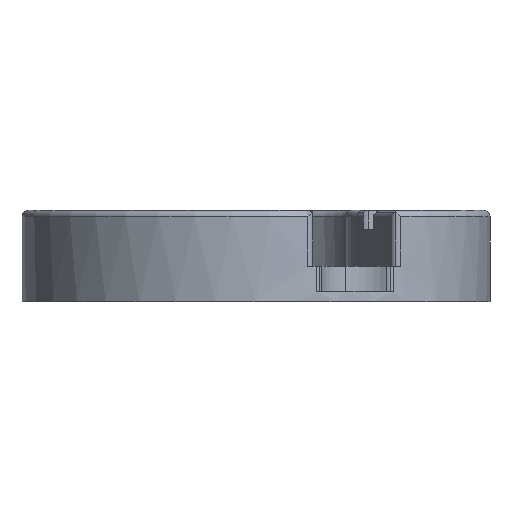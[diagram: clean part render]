
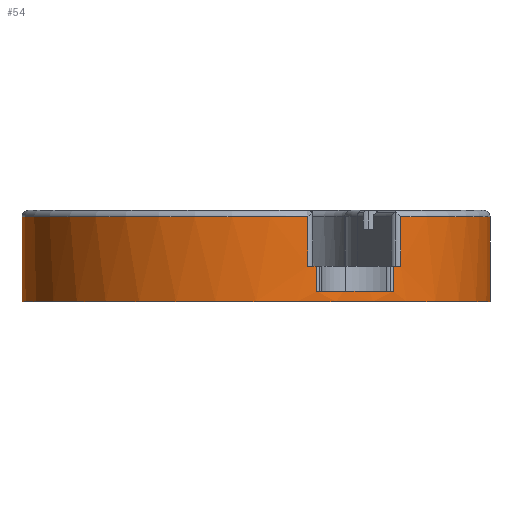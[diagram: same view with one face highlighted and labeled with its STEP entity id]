
A CAD part, front view. The second image highlights one B-rep face of the part: STEP entity #54.
In plain terms, the highlighted cylindrical face has radius 18.5 mm (diameter 37 mm), a partial arc.
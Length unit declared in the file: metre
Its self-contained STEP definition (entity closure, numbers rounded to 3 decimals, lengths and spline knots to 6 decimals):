
#54=ADVANCED_FACE('1:9487',(#165),#166,.T.);
#165=FACE_OUTER_BOUND('',#391,.T.);
#166=CYLINDRICAL_SURFACE('',#392,0.0185);
#391=EDGE_LOOP('',(#632,#633,#634,#635,#636,#637,#638,#639,#640,#641,#642,#643,#644));
#392=AXIS2_PLACEMENT_3D('',#645,#646,#647);
#632=ORIENTED_EDGE('',*,*,#1493,.F.);
#633=ORIENTED_EDGE('',*,*,#1494,.F.);
#634=ORIENTED_EDGE('',*,*,#1495,.F.);
#635=ORIENTED_EDGE('',*,*,#1496,.T.);
#636=ORIENTED_EDGE('',*,*,#1497,.F.);
#637=ORIENTED_EDGE('',*,*,#1498,.F.);
#638=ORIENTED_EDGE('',*,*,#1499,.F.);
#639=ORIENTED_EDGE('',*,*,#1500,.F.);
#640=ORIENTED_EDGE('',*,*,#1501,.F.);
#641=ORIENTED_EDGE('',*,*,#1502,.F.);
#642=ORIENTED_EDGE('',*,*,#1503,.F.);
#643=ORIENTED_EDGE('',*,*,#1504,.T.);
#644=ORIENTED_EDGE('',*,*,#1505,.T.);
#645=CARTESIAN_POINT('',(-0.031085,-0.064185,-0.007208));
#646=DIRECTION('',(0.,0.,-1.0));
#647=DIRECTION('',(1.0,0.0,0.));
#1493=EDGE_CURVE('',#1777,#1778,#1779,.T.);
#1494=EDGE_CURVE('1:9553',#1780,#1777,#1781,.T.);
#1495=EDGE_CURVE('1:9511',#1782,#1780,#1783,.T.);
#1496=EDGE_CURVE('1:9712',#1782,#1784,#1785,.F.);
#1497=EDGE_CURVE('1:9883',#1786,#1784,#1787,.T.);
#1498=EDGE_CURVE('1:9715',#1788,#1786,#1789,.T.);
#1499=EDGE_CURVE('1:9880',#1790,#1788,#1791,.T.);
#1500=EDGE_CURVE('1:9700',#1792,#1790,#1793,.T.);
#1501=EDGE_CURVE('1:9634',#1794,#1792,#1795,.T.);
#1502=EDGE_CURVE('1:9553',#1796,#1794,#1797,.T.);
#1503=EDGE_CURVE('',#1798,#1796,#1799,.T.);
#1504=EDGE_CURVE('1:9664',#1798,#1800,#1801,.T.);
#1505=EDGE_CURVE('1:9664',#1800,#1778,#1802,.T.);
#1777=VERTEX_POINT('',#2234);
#1778=VERTEX_POINT('',#2235);
#1779=LINE('',#2236,#2237);
#1780=VERTEX_POINT('',#2238);
#1781=CIRCLE('',#2239,0.0185);
#1782=VERTEX_POINT('',#2240);
#1783=LINE('',#2241,#2242);
#1784=VERTEX_POINT('',#2243);
#1785=CIRCLE('',#2244,0.0185);
#1786=VERTEX_POINT('',#2245);
#1787=LINE('',#2246,#2247);
#1788=VERTEX_POINT('',#2248);
#1789=CIRCLE('',#2249,0.0185);
#1790=VERTEX_POINT('',#2250);
#1791=LINE('',#2251,#2252);
#1792=VERTEX_POINT('',#2253);
#1793=CIRCLE('',#2254,0.0185);
#1794=VERTEX_POINT('',#2255);
#1795=LINE('',#2256,#2257);
#1796=VERTEX_POINT('',#2258);
#1797=CIRCLE('',#2259,0.0185);
#1798=VERTEX_POINT('',#2260);
#1799=LINE('',#2261,#2262);
#1800=VERTEX_POINT('',#2263);
#1801=CIRCLE('',#2264,0.0185);
#1802=CIRCLE('',#2265,0.0185);
#2234=CARTESIAN_POINT('',(-0.012585,-0.064185,-0.007808));
#2235=CARTESIAN_POINT('',(-0.012585,-0.064185,-0.01451));
#2236=CARTESIAN_POINT('',(-0.012585,-0.064185,-0.011159));
#2237=VECTOR('',#3126,1.0);
#2238=CARTESIAN_POINT('',(-0.01965,-0.078728,-0.007808));
#2239=AXIS2_PLACEMENT_3D('',#3127,#3128,#3129);
#2240=CARTESIAN_POINT('',(-0.01965,-0.078728,-0.011708));
#2241=CARTESIAN_POINT('',(-0.01965,-0.078728,-0.007208));
#2242=VECTOR('',#3130,1.0);
#2243=CARTESIAN_POINT('',(-0.020217,-0.079156,-0.011708));
#2244=AXIS2_PLACEMENT_3D('',#3131,#3132,#3133);
#2245=CARTESIAN_POINT('',(-0.020217,-0.079156,-0.013708));
#2246=CARTESIAN_POINT('',(-0.020217,-0.079156,-0.011708));
#2247=VECTOR('',#3134,1.0);
#2248=CARTESIAN_POINT('',(-0.026289,-0.082052,-0.013708));
#2249=AXIS2_PLACEMENT_3D('',#3135,#3136,#3137);
#2250=CARTESIAN_POINT('',(-0.026289,-0.082052,-0.011708));
#2251=CARTESIAN_POINT('',(-0.026289,-0.082052,-0.007208));
#2252=VECTOR('',#3138,1.0);
#2253=CARTESIAN_POINT('',(-0.026979,-0.082223,-0.011708));
#2254=AXIS2_PLACEMENT_3D('',#3139,#3140,#3141);
#2255=CARTESIAN_POINT('',(-0.026979,-0.082223,-0.007808));
#2256=CARTESIAN_POINT('',(-0.026979,-0.082223,-0.007208));
#2257=VECTOR('',#3142,1.0);
#2258=CARTESIAN_POINT('',(-0.049585,-0.064185,-0.007808));
#2259=AXIS2_PLACEMENT_3D('',#3143,#3144,#3145);
#2260=CARTESIAN_POINT('',(-0.049585,-0.064185,-0.01451));
#2261=CARTESIAN_POINT('',(-0.049585,-0.064185,-0.011159));
#2262=VECTOR('',#3146,1.0);
#2263=CARTESIAN_POINT('',(-0.049585,-0.06419,-0.01451));
#2264=AXIS2_PLACEMENT_3D('',#3147,#3148,#3149);
#2265=AXIS2_PLACEMENT_3D('',#3150,#3151,#3152);
#3126=DIRECTION('',(0.,0.,-1.0));
#3127=CARTESIAN_POINT('',(-0.031085,-0.064185,-0.007808));
#3128=DIRECTION('',(0.,0.,1.0));
#3129=DIRECTION('',(-0.415,0.91,0.));
#3130=DIRECTION('',(0.,0.,1.0));
#3131=CARTESIAN_POINT('',(-0.031085,-0.064185,-0.011708));
#3132=DIRECTION('',(0.,0.,1.0));
#3133=DIRECTION('',(1.0,0.,0.));
#3134=DIRECTION('',(0.,0.,1.0));
#3135=CARTESIAN_POINT('',(-0.031085,-0.064185,-0.013708));
#3136=DIRECTION('',(0.,0.,1.0));
#3137=DIRECTION('',(1.0,0.,0.));
#3138=DIRECTION('',(0.,0.,-1.0));
#3139=CARTESIAN_POINT('',(-0.031085,-0.064185,-0.011708));
#3140=DIRECTION('',(0.,0.,1.0));
#3141=DIRECTION('',(1.0,0.,0.));
#3142=DIRECTION('',(0.,0.,-1.0));
#3143=CARTESIAN_POINT('',(-0.031085,-0.064185,-0.007808));
#3144=DIRECTION('',(0.,0.,1.0));
#3145=DIRECTION('',(-0.415,0.91,0.));
#3146=DIRECTION('',(0.,0.,1.0));
#3147=CARTESIAN_POINT('',(-0.031085,-0.064185,-0.01451));
#3148=DIRECTION('',(0.,0.,1.0));
#3149=DIRECTION('',(1.0,0.,0.));
#3150=CARTESIAN_POINT('',(-0.031085,-0.064185,-0.01451));
#3151=DIRECTION('',(0.,0.,1.0));
#3152=DIRECTION('',(1.0,0.,0.));
